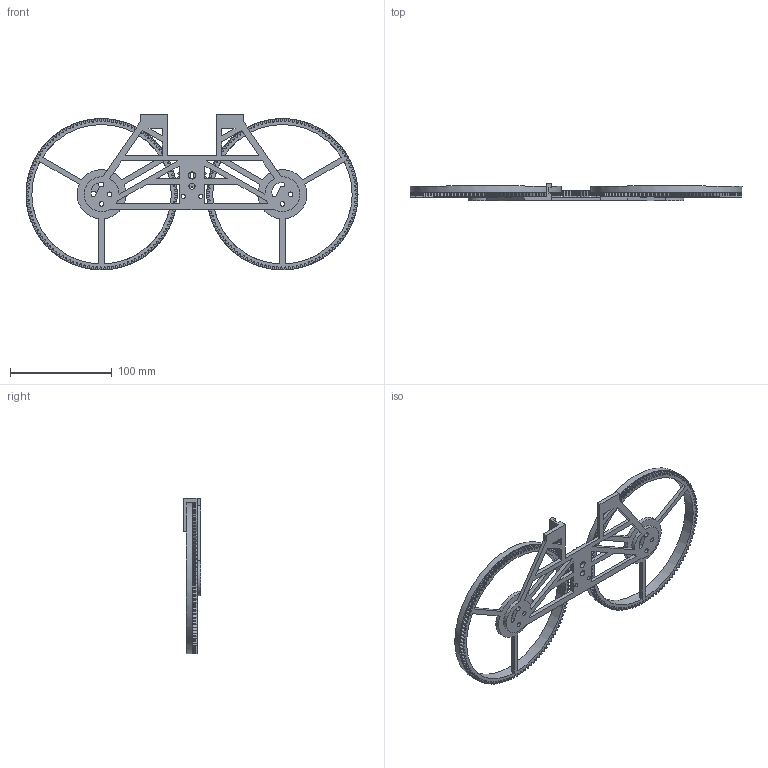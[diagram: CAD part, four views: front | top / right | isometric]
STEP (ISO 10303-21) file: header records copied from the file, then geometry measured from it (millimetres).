
FILE_DESCRIPTION(/* description */ ('STEP AP242','CAx-IF Rec.Pracs.---Representation and Presentation of Product Manufacturing Information (PMI)---4.0---2014-10-13','CAx-IF Rec.Pracs.---3D Tessellated Geometry---0.4---2014-09-14','2;1'),/* implementation_level */ '2;1');
FILE_NAME(/* name */ '67657d0d67f02c7fbb4500cc',/* time_stamp */ '2024-12-20T14:20:00Z',/* author */ (''),/* organization */ (''),/* preprocessor_version */ 'ST-DEVELOPER v20',/* originating_system */ 'ONSHAPE BY PTC INC, 1.191',/* authorisation */ ' ');
FILE_SCHEMA (('AP242_MANAGED_MODEL_BASED_3D_ENGINEERING_MIM_LF { 1 0 10303 442 1 1 4 }'));
Length unit declared in the file: metre
Products named in the file (5): RightSideAssem; Spur gear (115 teeth); Spur gear (20 teeth); Part 1
Assembly tree (5 placements, depth 2):
  RightSideAssem
    Spur gear (115 teeth)  x2
    Spur gear (20 teeth)
    Part 1
    Part 1
Bounding box: 326.39 x 17.53 x 153.03 mm (x, y, z)
Volume: 98425.4 mm3; surface area: 72691 mm2
Topology: 5 solids, 5 shells, 1635 faces, 4886 edges, 3259 vertices
Faces by surface type: cylinder 1276, plane 317, bspline 42
Full cylindrical faces by diameter (mm): 4 x3, 4.5 x4, 6 x3, 7 x2, 26.67 x2, 30.48 x2, 31.115 x2, 38.1 x1, 137.16 x2, 148.59 x2
Entity records: 35941 total; most frequent: CARTESIAN_POINT 9954, DIRECTION 5842, ORIENTED_EDGE 5488, EDGE_CURVE 2744, AXIS2_PLACEMENT_3D 2518, VERTEX_POINT 1842, CIRCLE 1624, EDGE_LOOP 1010
